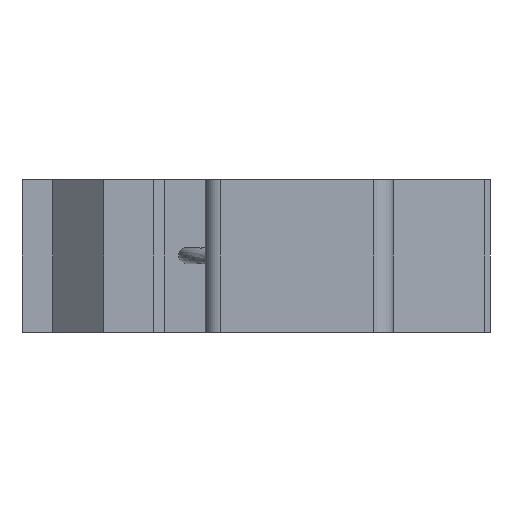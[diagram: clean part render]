
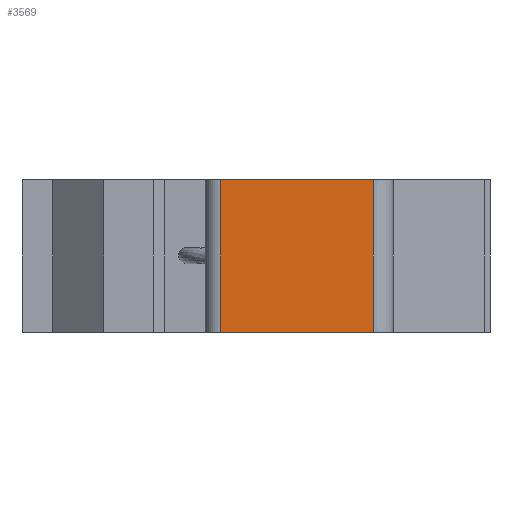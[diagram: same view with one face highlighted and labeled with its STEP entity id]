
A CAD part, front view. The second image highlights one B-rep face of the part: STEP entity #3569.
In plain terms, the highlighted planar face has unit normal (0, -1, 0).
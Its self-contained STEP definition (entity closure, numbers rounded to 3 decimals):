
#401=ORIENTED_EDGE('',*,*,#1091,.T.);
#402=ORIENTED_EDGE('',*,*,#1092,.F.);
#403=ORIENTED_EDGE('',*,*,#957,.F.);
#404=ORIENTED_EDGE('',*,*,#1090,.T.);
#957=EDGE_CURVE('',#1328,#1329,#1584,.T.);
#1090=EDGE_CURVE('',#1328,#1422,#1699,.T.);
#1091=EDGE_CURVE('',#1422,#1423,#1700,.T.);
#1092=EDGE_CURVE('',#1329,#1423,#1701,.T.);
#1328=VERTEX_POINT('',#4565);
#1329=VERTEX_POINT('',#4567);
#1422=VERTEX_POINT('',#4879);
#1423=VERTEX_POINT('',#4883);
#1584=LINE('',#4566,#1833);
#1699=LINE('',#4880,#1948);
#1700=LINE('',#4882,#1949);
#1701=LINE('',#4884,#1950);
#1833=VECTOR('',#3916,1000.);
#1948=VECTOR('',#4117,1000.);
#1949=VECTOR('',#4120,1000.);
#1950=VECTOR('',#4121,1000.);
#2104=EDGE_LOOP('',(#401,#402,#403,#404));
#2278=FACE_BOUND('',#2104,.T.);
#2442=PLANE('',#3731);
#3569=ADVANCED_FACE('',(#2278),#2442,.F.);
#3731=AXIS2_PLACEMENT_3D('',#4881,#4118,#4119);
#3916=DIRECTION('',(1.,0.,0.));
#4117=DIRECTION('',(0.,0.,-1.));
#4118=DIRECTION('',(0.,1.,0.));
#4119=DIRECTION('',(-1.,0.,0.));
#4120=DIRECTION('',(1.,0.,0.));
#4121=DIRECTION('',(0.,0.,-1.));
#4565=CARTESIAN_POINT('',(-3.5,-20.999,15.));
#4566=CARTESIAN_POINT('',(11.5,-20.999,15.));
#4567=CARTESIAN_POINT('',(11.5,-20.999,15.));
#4879=CARTESIAN_POINT('',(-3.5,-20.999,0.));
#4880=CARTESIAN_POINT('',(-3.5,-20.999,15.));
#4881=CARTESIAN_POINT('',(11.5,-20.999,15.));
#4882=CARTESIAN_POINT('',(11.5,-20.999,0.));
#4883=CARTESIAN_POINT('',(11.5,-20.999,0.));
#4884=CARTESIAN_POINT('',(11.5,-20.999,15.));
